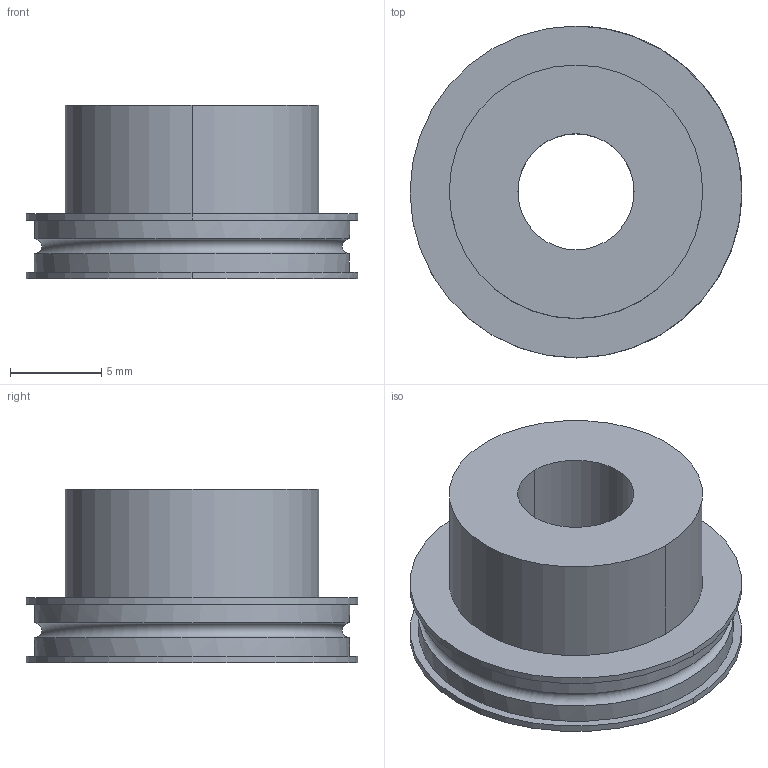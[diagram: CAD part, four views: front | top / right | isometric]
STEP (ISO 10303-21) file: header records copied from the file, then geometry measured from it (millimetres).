
FILE_DESCRIPTION((''),'2;1');
FILE_NAME('7','2023-11-01T',('SYSTEM'),(''),'PRO/ENGINEER BY PARAMETRIC TECHNOLOGY CORPORATION, 2016360','PRO/ENGINEER BY PARAMETRIC TECHNOLOGY CORPORATION, 2016360','');
FILE_SCHEMA(('AUTOMOTIVE_DESIGN { 1 0 10303 214 1 1 1 1 }'));
Length unit declared in the file: inch
Products named in the file (1): 7
Bounding box: 18.19 x 18.19 x 9.53 mm (x, y, z)
Volume: 1430.9 mm3; surface area: 1200.8 mm2
Topology: 1 solids, 1 shells, 31 faces, 84 edges, 56 vertices
Faces by surface type: cylinder 16, plane 13, torus 2
Entity records: 1448 total; most frequent: CARTESIAN_POINT 513, ORIENTED_EDGE 168, DIRECTION 154, COLOUR_RGB 110, EDGE_CURVE 84, AXIS2_PLACEMENT_3D 63, VERTEX_POINT 56, EDGE_LOOP 34
